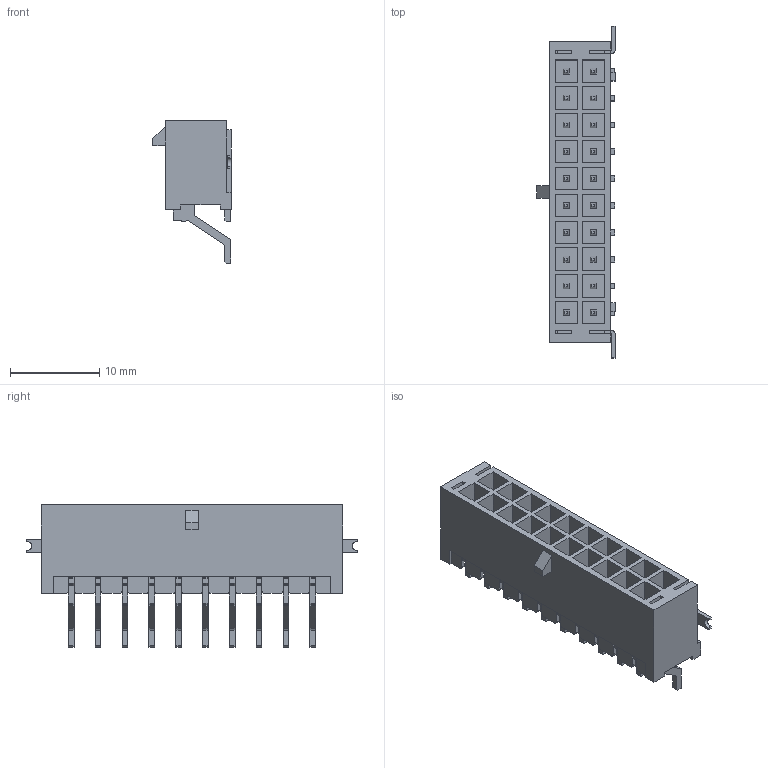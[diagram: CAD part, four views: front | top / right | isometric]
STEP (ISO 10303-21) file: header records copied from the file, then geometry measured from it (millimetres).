
FILE_DESCRIPTION(/* description */ ('Unknown'),/* implementation_level */ '2;1');
FILE_NAME(/* name */ '662120231722',/* time_stamp */ '2017-07-20T09:06:09+02:00',/* author */ ('Unknown'),/* organization */ ('Unknown'),/* preprocessor_version */ 'ST-DEVELOPER v16.7',/* originating_system */ 'DEX',/* authorisation */ $);
FILE_SCHEMA (('AUTOMOTIVE_DESIGN {1 0 10303 214 3 1 1}'));
Length unit declared in the file: millimetre
Products named in the file (5): 6621xx231722; 662020231722; 6620xx231722_PATTE; 6620xx231722_PIN_COURTE; 6620xx231722_PIN_LONGUE
Assembly tree (23 placements, depth 2):
  6621xx231722
    662020231722
    6620xx231722_PATTE  x2
    6620xx231722_PIN_COURTE  x10
    6620xx231722_PIN_LONGUE  x10
Bounding box: 8.76 x 37.1 x 15.9 mm (x, y, z)
Volume: 1446.3 mm3; surface area: 3986.2 mm2
Topology: 23 solids, 23 shells, 983 faces, 2740 edges, 1800 vertices
Faces by surface type: plane 867, cylinder 116
Entity records: 15671 total; most frequent: CARTESIAN_POINT 2779, ORIENTED_EDGE 2750, DIRECTION 2455, EDGE_CURVE 1375, LINE 1275, VECTOR 1275, VERTEX_POINT 914, AXIS2_PLACEMENT_3D 590
